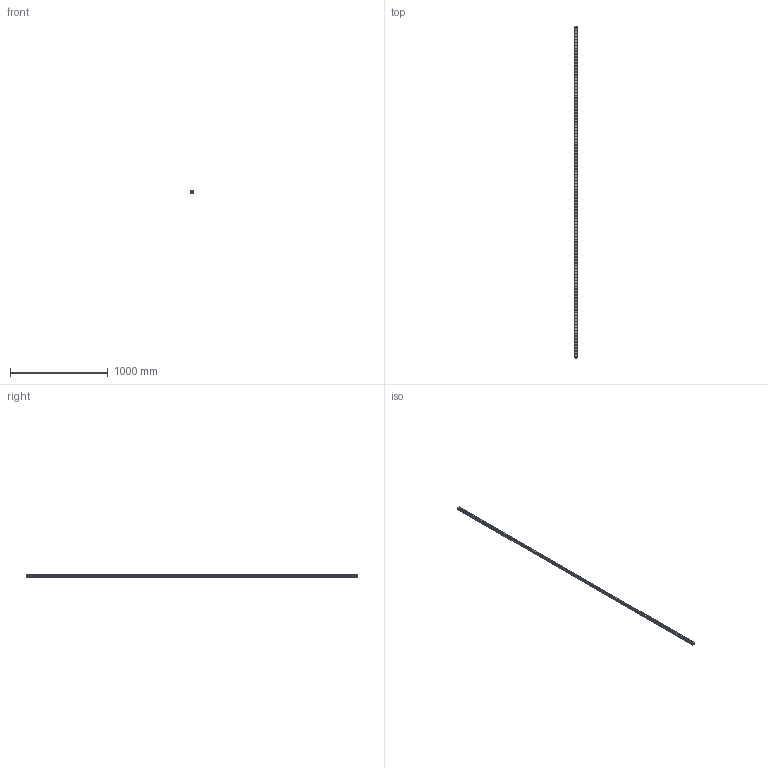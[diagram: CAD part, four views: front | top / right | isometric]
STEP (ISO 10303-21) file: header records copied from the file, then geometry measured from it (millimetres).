
FILE_DESCRIPTION(('STEP AP214'),'1');
FILE_NAME('cctmp_01B21D94-A9F9-477A-A33D-8ED7BF2F7385_2021_03_11_08_43_41_0293..stp','2021-03-11T07:43:41',('HIWIN GmbH'),('CADClick - www.CADClick.com'),'Spatial InterOp 3D',' ','unknown authorization');
FILE_SCHEMA(('AUTOMOTIVE_DESIGN'));
Length unit declared in the file: millimetre
Products named in the file (1): RGR25R3390H_FILE
Bounding box: 23 x 3390 x 23.6 mm (x, y, z)
Volume: 1359451.5 mm3; surface area: 420554.2 mm2
Topology: 1 solids, 1 shells, 1134 faces, 2367 edges, 1578 vertices
Faces by surface type: cylinder 696, plane 438
Entity records: 39979 total; most frequent: DIRECTION 6029, CARTESIAN_POINT 5080, ORIENTED_EDGE 4734, AXIS2_PLACEMENT_3D 2527, EDGE_CURVE 2367, VERTEX_POINT 1578, EDGE_LOOP 1477, CIRCLE 1392
